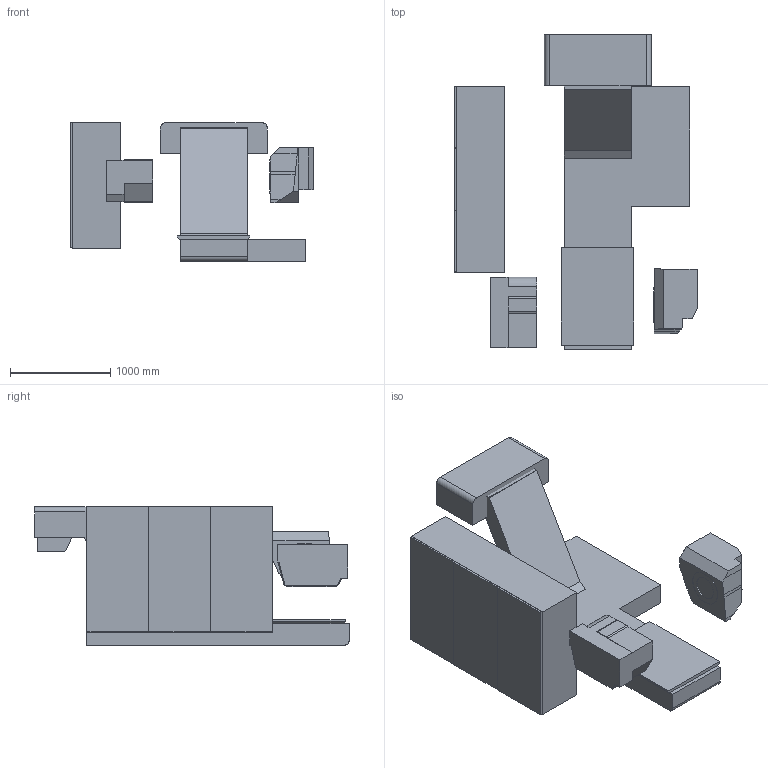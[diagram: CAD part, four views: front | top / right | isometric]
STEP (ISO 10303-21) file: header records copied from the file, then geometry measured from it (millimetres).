
FILE_DESCRIPTION(('FreeCAD Model'),'2;1');
FILE_NAME('Open CASCADE Shape Model','2021-11-13T18:15:45',('Author'),( ''),'Open CASCADE STEP processor 7.4','FreeCAD','Unknown');
FILE_SCHEMA(('CONFIG_CONTROL_DESIGN','SHAPE_APPEARANCE_LAYER_MIM'));
Length unit declared in the file: millimetre
Products named in the file (1): Compound
Bounding box: 2419 x 3132.45 x 1380 mm (x, y, z)
Volume: 2366558463 mm3; surface area: 27764205 mm2
Topology: 8 solids, 8 shells, 165 faces, 1299 edges, 2018 vertices
Faces by surface type: plane 138, cylinder 19, extrusion 8
Entity records: 23549 total; most frequent: CARTESIAN_POINT 5118, DIRECTION 2525, VECTOR 1962, LINE 1954, UNCERTAINTY_MEASURE_WITH_UNIT 875, SHAPE_REPRESENTATION_RELATIONSHIP 874, ORIENTED_EDGE 866, PCURVE 866
